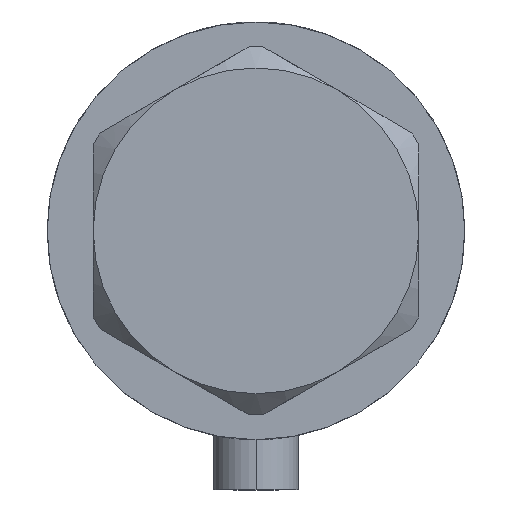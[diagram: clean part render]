
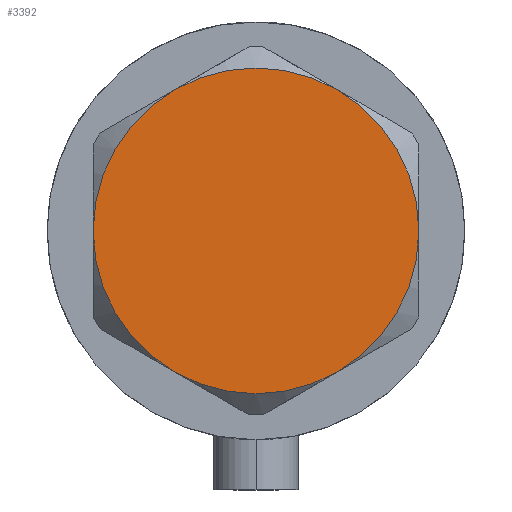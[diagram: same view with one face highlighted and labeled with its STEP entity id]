
A CAD part, left-side view. The second image highlights one B-rep face of the part: STEP entity #3392.
In plain terms, the highlighted face is planar.
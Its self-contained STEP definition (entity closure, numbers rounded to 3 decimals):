
#22 = AXIS2_PLACEMENT_3D ( 'NONE', #4516, #997, #1378 ) ;
#74 = FACE_OUTER_BOUND ( 'NONE', #357, .T. ) ;
#81 = CIRCLE ( 'NONE', #2803, 23. ) ;
#93 = CARTESIAN_POINT ( 'NONE',  ( 0., 0., 13. ) ) ;
#107 = CARTESIAN_POINT ( 'NONE',  ( 23., 0., 13. ) ) ;
#172 = AXIS2_PLACEMENT_3D ( 'NONE', #2780, #1253, #447 ) ;
#337 = CARTESIAN_POINT ( 'NONE',  ( 0., 0., 13. ) ) ;
#357 = EDGE_LOOP ( 'NONE', ( #2659, #622, #3306, #2626, #1300, #651 ) ) ;
#371 = DIRECTION ( 'NONE',  ( 0., 0., 1. ) ) ;
#447 = DIRECTION ( 'NONE',  ( 1., 0., 0. ) ) ;
#622 = ORIENTED_EDGE ( 'NONE', *, *, #4010, .T. ) ;
#651 = ORIENTED_EDGE ( 'NONE', *, *, #2521, .T. ) ;
#785 = CIRCLE ( 'NONE', #3104, 23. ) ;
#793 = CIRCLE ( 'NONE', #3114, 23. ) ;
#881 = VERTEX_POINT ( 'NONE', #1380 ) ;
#997 = DIRECTION ( 'NONE',  ( 0., 0., 1. ) ) ;
#1001 = VERTEX_POINT ( 'NONE', #3714 ) ;
#1017 = DIRECTION ( 'NONE',  ( 0., 0., 1. ) ) ;
#1109 = VERTEX_POINT ( 'NONE', #2689 ) ;
#1253 = DIRECTION ( 'NONE',  ( 0., 0., 1. ) ) ;
#1300 = ORIENTED_EDGE ( 'NONE', *, *, #3330, .T. ) ;
#1378 = DIRECTION ( 'NONE',  ( 1., 0., 0. ) ) ;
#1380 = CARTESIAN_POINT ( 'NONE',  ( -11.5, 19.919, 13. ) ) ;
#1411 = CIRCLE ( 'NONE', #3657, 23. ) ;
#1446 = CARTESIAN_POINT ( 'NONE',  ( -11.5, -19.919, 13. ) ) ;
#1577 = VERTEX_POINT ( 'NONE', #107 ) ;
#1743 = DIRECTION ( 'NONE',  ( 1., 0., 0. ) ) ;
#1911 = CARTESIAN_POINT ( 'NONE',  ( 0., 0., 13. ) ) ;
#2417 = CIRCLE ( 'NONE', #2646, 23. ) ;
#2521 = EDGE_CURVE ( 'NONE', #4167, #1109, #3115, .T. ) ;
#2626 = ORIENTED_EDGE ( 'NONE', *, *, #2770, .T. ) ;
#2643 = DIRECTION ( 'NONE',  ( 0., 0., 1. ) ) ;
#2646 = AXIS2_PLACEMENT_3D ( 'NONE', #2996, #371, #4087 ) ;
#2659 = ORIENTED_EDGE ( 'NONE', *, *, #4423, .T. ) ;
#2689 = CARTESIAN_POINT ( 'NONE',  ( 11.5, -19.919, 13. ) ) ;
#2770 = EDGE_CURVE ( 'NONE', #881, #3770, #2417, .T. ) ;
#2780 = CARTESIAN_POINT ( 'NONE',  ( 0., 0., 13. ) ) ;
#2803 = AXIS2_PLACEMENT_3D ( 'NONE', #337, #4337, #1743 ) ;
#2996 = CARTESIAN_POINT ( 'NONE',  ( 0., 0., 13. ) ) ;
#3040 = PLANE ( 'NONE',  #22 ) ;
#3104 = AXIS2_PLACEMENT_3D ( 'NONE', #1911, #2643, #3476 ) ;
#3114 = AXIS2_PLACEMENT_3D ( 'NONE', #3258, #4697, #4718 ) ;
#3115 = CIRCLE ( 'NONE', #172, 23. ) ;
#3258 = CARTESIAN_POINT ( 'NONE',  ( 0., 0., 13. ) ) ;
#3306 = ORIENTED_EDGE ( 'NONE', *, *, #4340, .T. ) ;
#3330 = EDGE_CURVE ( 'NONE', #3770, #4167, #785, .T. ) ;
#3392 = ADVANCED_FACE ( 'NONE', ( #74 ), #3040, .T. ) ;
#3476 = DIRECTION ( 'NONE',  ( 1., 0., 0. ) ) ;
#3657 = AXIS2_PLACEMENT_3D ( 'NONE', #93, #1017, #4267 ) ;
#3714 = CARTESIAN_POINT ( 'NONE',  ( 11.5, 19.919, 13. ) ) ;
#3770 = VERTEX_POINT ( 'NONE', #4293 ) ;
#4010 = EDGE_CURVE ( 'NONE', #1577, #1001, #81, .T. ) ;
#4087 = DIRECTION ( 'NONE',  ( 1., 0., 0. ) ) ;
#4167 = VERTEX_POINT ( 'NONE', #1446 ) ;
#4267 = DIRECTION ( 'NONE',  ( 1., 0., 0. ) ) ;
#4293 = CARTESIAN_POINT ( 'NONE',  ( -23., 0., 13. ) ) ;
#4337 = DIRECTION ( 'NONE',  ( 0., 0., 1. ) ) ;
#4340 = EDGE_CURVE ( 'NONE', #1001, #881, #1411, .T. ) ;
#4423 = EDGE_CURVE ( 'NONE', #1109, #1577, #793, .T. ) ;
#4516 = CARTESIAN_POINT ( 'NONE',  ( 0., 0., 13. ) ) ;
#4697 = DIRECTION ( 'NONE',  ( 0., 0., 1. ) ) ;
#4718 = DIRECTION ( 'NONE',  ( 1., 0., 0. ) ) ;
